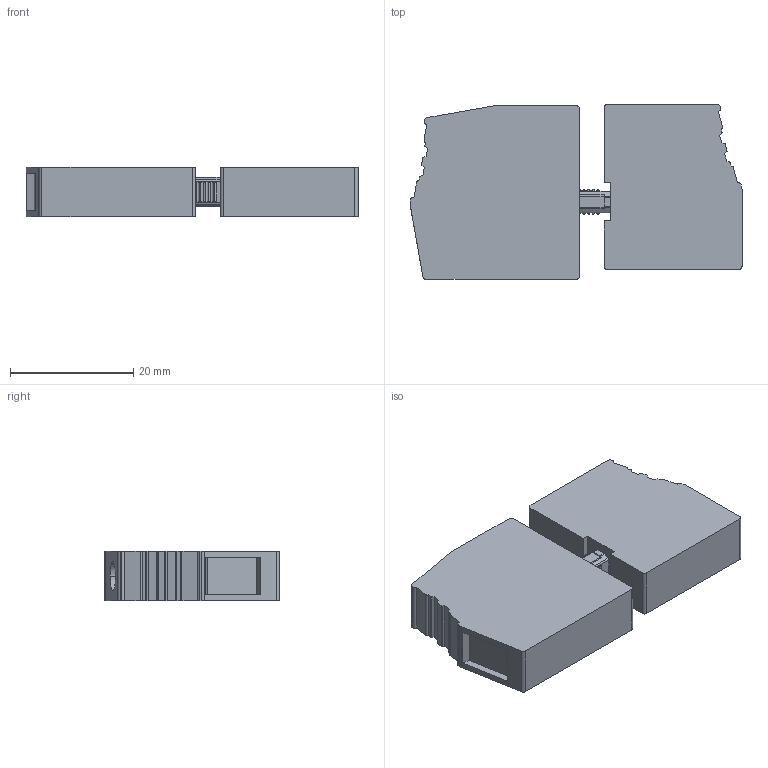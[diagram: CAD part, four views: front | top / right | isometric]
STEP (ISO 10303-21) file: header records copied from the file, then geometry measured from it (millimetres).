
FILE_DESCRIPTION((''),'2;1');
FILE_NAME('SDK4_2A_3D_STEP','2016-06-29T',('Frank Ludolph'),(''),'CREO PARAMETRIC BY PTC INC, 2015290','CREO PARAMETRIC BY PTC INC, 2015290','');
FILE_SCHEMA(('CONFIG_CONTROL_DESIGN'));
Length unit declared in the file: millimetre
Products named in the file (1): SDK4_2A_3D_STEP
Bounding box: 53.92 x 28.4 x 8.11 mm (x, y, z)
Volume: 10263.3 mm3; surface area: 4428.5 mm2
Topology: 1 solids, 2 shells, 170 faces, 456 edges, 296 vertices
Faces by surface type: plane 99, cylinder 71
Entity records: 5415 total; most frequent: CARTESIAN_POINT 1171, ORIENTED_EDGE 912, DIRECTION 822, EDGE_CURVE 456, VECTOR 302, LINE 302, VERTEX_POINT 296, AXIS2_PLACEMENT_3D 260
